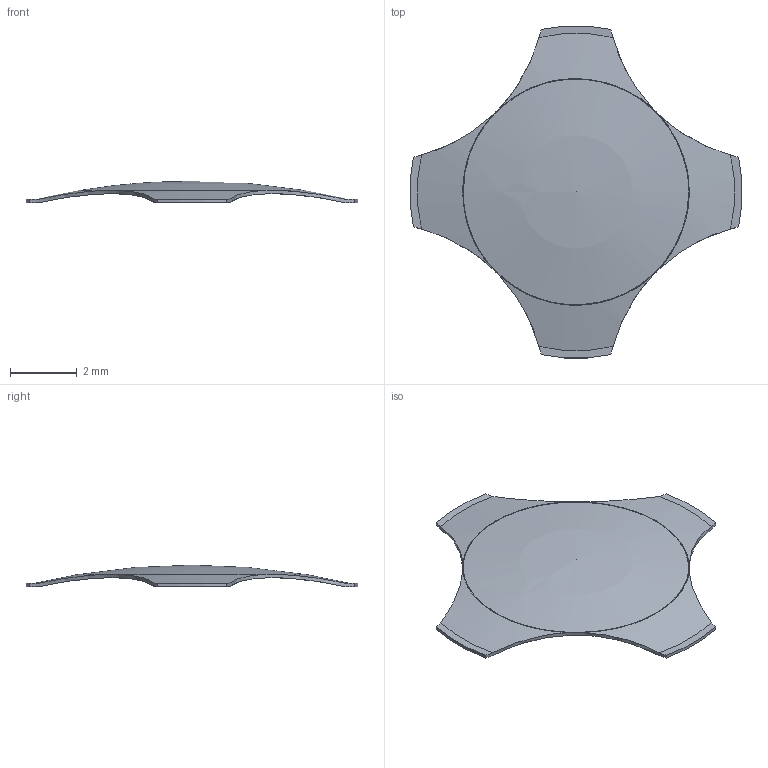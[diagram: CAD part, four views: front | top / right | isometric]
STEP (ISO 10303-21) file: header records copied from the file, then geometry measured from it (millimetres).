
FILE_DESCRIPTION(/* description */ (''),/* implementation_level */ '2;1');
FILE_NAME(/* name */ 'Keystone10mmDiaDomePB v2.step',/* time_stamp */ '2022-02-11T10:06:40-05:00',/* author */ (''),/* organization */ (''),/* preprocessor_version */ 'ST-DEVELOPER v18.1',/* originating_system */ 'Autodesk Translation Framework v10.10.0.1391',/* authorisation */ '');
FILE_SCHEMA (('AUTOMOTIVE_DESIGN { 1 0 10303 214 3 1 1 }'));
Length unit declared in the file: millimetre
Products named in the file (1): Keystone10mmDiaDomePB
Bounding box: 9.98 x 9.98 x 0.65 mm (x, y, z)
Volume: 5.6 mm3; surface area: 114.2 mm2
Topology: 1 solids, 1 shells, 31 faces, 90 edges, 59 vertices
Faces by surface type: sphere 10, cylinder 8, plane 8, bspline 5
Entity records: 1636 total; most frequent: CARTESIAN_POINT 859, ORIENTED_EDGE 176, DIRECTION 134, EDGE_CURVE 88, AXIS2_PLACEMENT_3D 63, VERTEX_POINT 59, B_SPLINE_CURVE_WITH_KNOTS 44, CIRCLE 36
